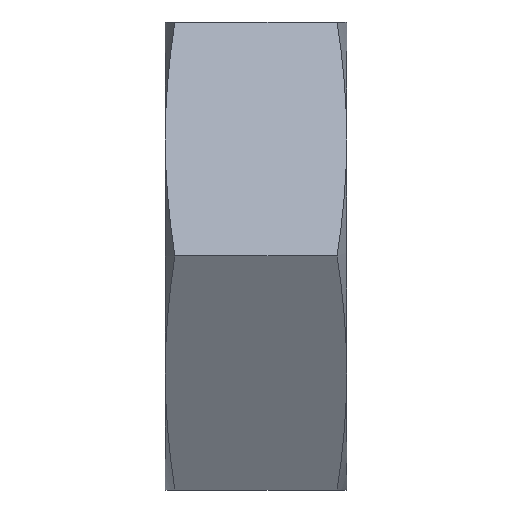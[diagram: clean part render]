
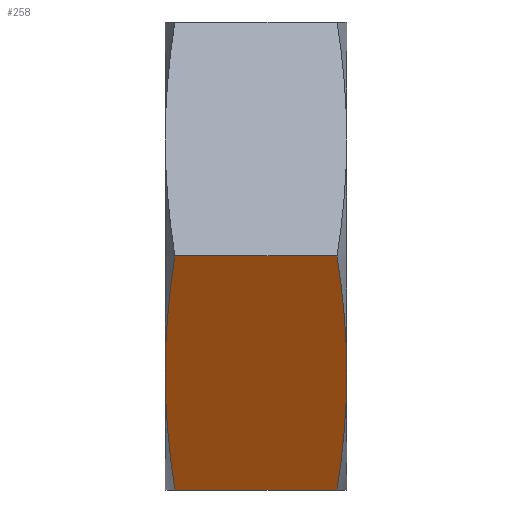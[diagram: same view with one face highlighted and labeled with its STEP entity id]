
A CAD part, left-side view. The second image highlights one B-rep face of the part: STEP entity #258.
In plain terms, the highlighted planar face has unit normal (-0.866, 0, -0.5).
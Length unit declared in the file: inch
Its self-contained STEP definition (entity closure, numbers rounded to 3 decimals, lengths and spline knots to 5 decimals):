
#57 = VERTEX_POINT ( 'NONE', #494 ) ;
#61 = VERTEX_POINT ( 'NONE', #495 ) ;
#65 = EDGE_CURVE ( 'NONE', #68, #57, #525, .T. ) ;
#68 = VERTEX_POINT ( 'NONE', #552 ) ;
#70 = EDGE_CURVE ( 'NONE', #61, #68, #523, .T. ) ;
#140 = VERTEX_POINT ( 'NONE', #721 ) ;
#142 = EDGE_CURVE ( 'NONE', #140, #346, #835, .T. ) ;
#255 = ORIENTED_EDGE ( 'NONE', *, *, #263, .F. ) ;
#256 = ORIENTED_EDGE ( 'NONE', *, *, #70, .T. ) ;
#257 = ORIENTED_EDGE ( 'NONE', *, *, #65, .T. ) ;
#258 = ADVANCED_FACE ( 'NONE', ( #954 ), #953, .F. ) ;
#263 = EDGE_CURVE ( 'NONE', #325, #57, #939, .T. ) ;
#264 = EDGE_CURVE ( 'NONE', #140, #61, #877, .T. ) ;
#265 = ORIENTED_EDGE ( 'NONE', *, *, #328, .F. ) ;
#291 = ORIENTED_EDGE ( 'NONE', *, *, #142, .F. ) ;
#299 = EDGE_LOOP ( 'NONE', ( #316, #256, #257, #255, #265, #291 ) ) ;
#316 = ORIENTED_EDGE ( 'NONE', *, *, #264, .T. ) ;
#325 = VERTEX_POINT ( 'NONE', #1185 ) ;
#328 = EDGE_CURVE ( 'NONE', #346, #325, #1170, .T. ) ;
#346 = VERTEX_POINT ( 'NONE', #1190 ) ;
#494 = CARTESIAN_POINT ( 'NONE',  ( -0.14145, 0.005, 0. ) ) ;
#495 = CARTESIAN_POINT ( 'NONE',  ( -0.07073, 0.005, -0.1225 ) ) ;
#512 = CARTESIAN_POINT ( 'NONE',  ( -0.08251, 0.00189, -0.10208 ) ) ;
#513 = CARTESIAN_POINT ( 'NONE',  ( -0.07073, 0.005, -0.1225 ) ) ;
#520 = CARTESIAN_POINT ( 'NONE',  ( -0.11788, 0., -0.04083 ) ) ;
#523 = B_SPLINE_CURVE_WITH_KNOTS ( 'NONE', 3,
 ( #513, #512, #543, #542 ),
 .UNSPECIFIED., .F., .F.,
 ( 4, 4 ),
 ( 0., 0.0018 ),
 .UNSPECIFIED. ) ;
#524 = CARTESIAN_POINT ( 'NONE',  ( -0.12966, 0.00189, -0.02042 ) ) ;
#525 = B_SPLINE_CURVE_WITH_KNOTS ( 'NONE', 3,
 ( #544, #520, #524, #547 ),
 .UNSPECIFIED., .F., .F.,
 ( 4, 4 ),
 ( 0.0018, 0.00359 ),
 .UNSPECIFIED. ) ;
#542 = CARTESIAN_POINT ( 'NONE',  ( -0.10609, -0.00001, -0.06125 ) ) ;
#543 = CARTESIAN_POINT ( 'NONE',  ( -0.0943, 0., -0.08167 ) ) ;
#544 = CARTESIAN_POINT ( 'NONE',  ( -0.10609, -0.00001, -0.06125 ) ) ;
#547 = CARTESIAN_POINT ( 'NONE',  ( -0.14145, 0.005, 0. ) ) ;
#552 = CARTESIAN_POINT ( 'NONE',  ( -0.10609, -0.00001, -0.06125 ) ) ;
#721 = CARTESIAN_POINT ( 'NONE',  ( -0.07073, 0.09, -0.1225 ) ) ;
#736 = CARTESIAN_POINT ( 'NONE',  ( -0.10609, 0.095, -0.06125 ) ) ;
#737 = CARTESIAN_POINT ( 'NONE',  ( -0.0943, 0.095, -0.08167 ) ) ;
#738 = CARTESIAN_POINT ( 'NONE',  ( -0.08251, 0.09311, -0.10208 ) ) ;
#830 = CARTESIAN_POINT ( 'NONE',  ( -0.07073, 0.09, -0.1225 ) ) ;
#835 = B_SPLINE_CURVE_WITH_KNOTS ( 'NONE', 3,
 ( #830, #738, #737, #736 ),
 .UNSPECIFIED., .F., .F.,
 ( 4, 4 ),
 ( 0., 0.0018 ),
 .UNSPECIFIED. ) ;
#874 = DIRECTION ( 'NONE',  ( 0., -1., 0. ) ) ;
#875 = VECTOR ( 'NONE', #874, 39.37008 ) ;
#876 = CARTESIAN_POINT ( 'NONE',  ( -0.07073, 0.09, -0.1225 ) ) ;
#877 = LINE ( 'NONE', #876, #875 ) ;
#933 = DIRECTION ( 'NONE',  ( 0., -1., 0. ) ) ;
#934 = VECTOR ( 'NONE', #933, 39.37008 ) ;
#935 = CARTESIAN_POINT ( 'NONE',  ( -0.14145, 0.09, 0. ) ) ;
#939 = LINE ( 'NONE', #935, #934 ) ;
#948 = DIRECTION ( 'NONE',  ( 0.5, 0., -0.866 ) ) ;
#949 = DIRECTION ( 'NONE',  ( 0.866, 0., 0.5 ) ) ;
#950 = AXIS2_PLACEMENT_3D ( 'NONE', #952, #949, #948 ) ;
#952 = CARTESIAN_POINT ( 'NONE',  ( -0.07073, 0.09, -0.1225 ) ) ;
#953 = PLANE ( 'NONE',  #950 ) ;
#954 = FACE_OUTER_BOUND ( 'NONE', #299, .T. ) ;
#1162 = CARTESIAN_POINT ( 'NONE',  ( -0.11788, 0.095, -0.04083 ) ) ;
#1163 = CARTESIAN_POINT ( 'NONE',  ( -0.10609, 0.095, -0.06125 ) ) ;
#1165 = CARTESIAN_POINT ( 'NONE',  ( -0.14145, 0.09, 0. ) ) ;
#1166 = CARTESIAN_POINT ( 'NONE',  ( -0.12966, 0.09311, -0.02042 ) ) ;
#1170 = B_SPLINE_CURVE_WITH_KNOTS ( 'NONE', 3,
 ( #1163, #1162, #1166, #1165 ),
 .UNSPECIFIED., .F., .F.,
 ( 4, 4 ),
 ( 0.0018, 0.00359 ),
 .UNSPECIFIED. ) ;
#1185 = CARTESIAN_POINT ( 'NONE',  ( -0.14145, 0.09, 0. ) ) ;
#1190 = CARTESIAN_POINT ( 'NONE',  ( -0.10609, 0.095, -0.06125 ) ) ;
